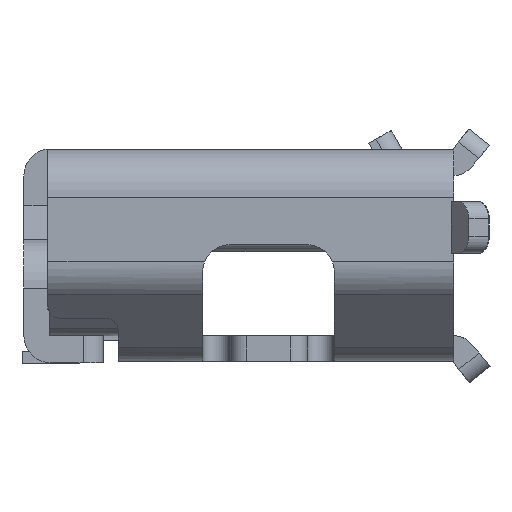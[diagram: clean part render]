
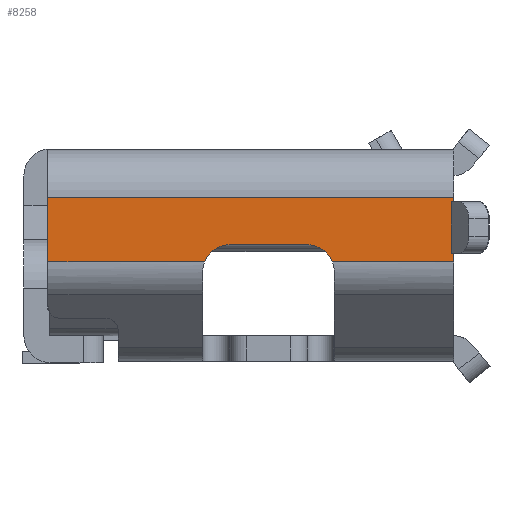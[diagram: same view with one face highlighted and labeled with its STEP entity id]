
A CAD part, left-side view. The second image highlights one B-rep face of the part: STEP entity #8258.
In plain terms, the highlighted planar face has unit normal (-1, 0, 0).
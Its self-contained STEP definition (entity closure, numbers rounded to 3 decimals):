
#1882=VECTOR('',#1883,1.);
#1883=DIRECTION('',(0.,-1.,0.));
#2920=VECTOR('',#2921,1.);
#2921=DIRECTION('',(0.,1.,0.));
#3046=DIRECTION('',(1.,0.,0.));
#3928=DIRECTION('',(1.,0.,0.));
#3929=DIRECTION('',(0.,0.,1.));
#5698=VECTOR('',#5699,1.);
#5699=DIRECTION('',(0.,0.,-1.));
#5931=VERTEX_POINT('',#5932);
#5932=CARTESIAN_POINT('',(-3.71,0.795,1.159));
#5962=VERTEX_POINT('',#5963);
#5963=CARTESIAN_POINT('',(-3.71,0.498,1.36));
#5966=EDGE_CURVE('',#5931,#5962,#5967,.T.);
#5967=CIRCLE('',#5968,0.321);
#5968=AXIS2_PLACEMENT_3D('',#5969,#3046,#5699);
#5969=CARTESIAN_POINT('',(-3.71,0.498,1.039));
#5997=VERTEX_POINT('',#5998);
#5998=CARTESIAN_POINT('',(-3.71,-2.091,1.159));
#6001=ORIENTED_EDGE('',*,*,#6002,.F.);
#6002=EDGE_CURVE('',#6003,#5997,#6005,.T.);
#6003=VERTEX_POINT('',#6004);
#6004=CARTESIAN_POINT('',(-3.71,-2.091,1.258));
#6005=LINE('',#6006,#5698);
#6006=CARTESIAN_POINT('',(-3.71,-2.091,1.904));
#6022=VERTEX_POINT('',#6023);
#6023=CARTESIAN_POINT('',(-3.71,-2.091,1.858));
#6026=ORIENTED_EDGE('',*,*,#6027,.F.);
#6027=EDGE_CURVE('',#6028,#6022,#6005,.T.);
#6028=VERTEX_POINT('',#6006);
#6060=EDGE_CURVE('',#5962,#6061,#6063,.T.);
#6061=VERTEX_POINT('',#6062);
#6062=CARTESIAN_POINT('',(-3.71,-0.386,1.36));
#6063=LINE('',#5963,#1882);
#6076=EDGE_CURVE('',#6061,#6077,#6079,.T.);
#6077=VERTEX_POINT('',#6078);
#6078=CARTESIAN_POINT('',(-3.71,-0.684,1.159));
#6079=CIRCLE('',#6080,0.321);
#6080=AXIS2_PLACEMENT_3D('',#6081,#3046,#5699);
#6081=CARTESIAN_POINT('',(-3.71,-0.386,1.039));
#6174=VERTEX_POINT('',#6175);
#6175=CARTESIAN_POINT('',(-3.71,2.609,1.159));
#6180=EDGE_CURVE('',#6181,#6174,#6183,.T.);
#6181=VERTEX_POINT('',#6182);
#6182=CARTESIAN_POINT('',(-3.71,2.609,1.904));
#6183=LINE('',#6182,#5698);
#8243=EDGE_CURVE('',#5997,#6077,#8244,.T.);
#8244=LINE('',#5998,#2920);
#8254=EDGE_CURVE('',#5931,#6174,#8244,.T.);
#8258=ADVANCED_FACE('',(#8259),#8290,.F.);
#8259=FACE_BOUND('',#8260,.T.);
#8260=EDGE_LOOP('',(#6026,#8261,#8264,#8265,#8266,#8267,#8268,#8269,#6001,#8270,#8278,#8286));
#8261=ORIENTED_EDGE('',*,*,#8262,.T.);
#8262=EDGE_CURVE('',#6028,#6181,#8263,.T.);
#8263=LINE('',#6006,#2920);
#8264=ORIENTED_EDGE('',*,*,#6180,.T.);
#8265=ORIENTED_EDGE('',*,*,#8254,.F.);
#8266=ORIENTED_EDGE('',*,*,#5966,.T.);
#8267=ORIENTED_EDGE('',*,*,#6060,.T.);
#8268=ORIENTED_EDGE('',*,*,#6076,.T.);
#8269=ORIENTED_EDGE('',*,*,#8243,.F.);
#8270=ORIENTED_EDGE('',*,*,#8271,.T.);
#8271=EDGE_CURVE('',#6003,#8272,#8274,.T.);
#8272=VERTEX_POINT('',#8273);
#8273=CARTESIAN_POINT('',(-3.71,-2.061,1.258));
#8274=LINE('',#8275,#8276);
#8275=CARTESIAN_POINT('',(-3.71,-2.076,1.258));
#8276=VECTOR('',#8277,1.);
#8277=DIRECTION('',(0.,1.,0.));
#8278=ORIENTED_EDGE('',*,*,#8279,.F.);
#8279=EDGE_CURVE('',#8280,#8272,#8282,.T.);
#8280=VERTEX_POINT('',#8281);
#8281=CARTESIAN_POINT('',(-3.71,-2.061,1.858));
#8282=LINE('',#8283,#8284);
#8283=CARTESIAN_POINT('',(-3.71,-2.061,1.581));
#8284=VECTOR('',#8285,1.);
#8285=DIRECTION('',(0.,0.,-1.));
#8286=ORIENTED_EDGE('',*,*,#8287,.F.);
#8287=EDGE_CURVE('',#6022,#8280,#8288,.T.);
#8288=LINE('',#8289,#8276);
#8289=CARTESIAN_POINT('',(-3.71,-2.076,1.858));
#8290=PLANE('',#8291);
#8291=AXIS2_PLACEMENT_3D('',#6006,#3928,#3929);
